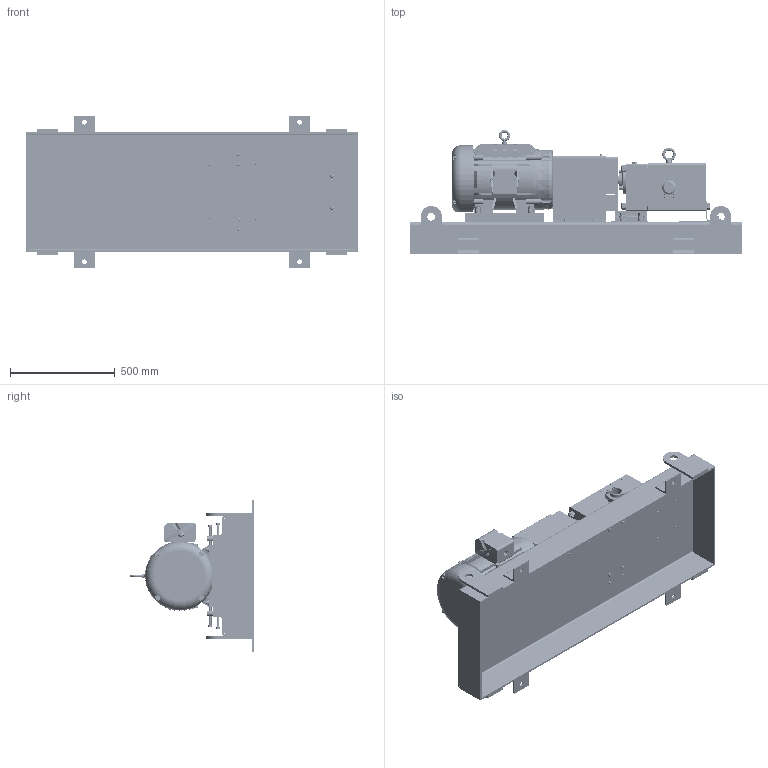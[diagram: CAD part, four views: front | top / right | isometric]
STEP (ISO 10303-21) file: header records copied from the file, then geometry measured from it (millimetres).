
FILE_DESCRIPTION (( 'STEP AP214' ), '1' );
FILE_NAME ('GPV-1430-035-U.STEP', '2019-09-26T21:26:15', ( '' ), ( '' ), 'SwSTEP 2.0', 'SolidWorks 2018', '' );
FILE_SCHEMA (( 'AUTOMOTIVE_DESIGN' ));
Length unit declared in the file: inch
Products named in the file (1): GPV-1430-035-U
Bounding box: 1587.5 x 593.09 x 730.25 mm (x, y, z)
Volume: 84854441 mm3; surface area: 7385521.6 mm2
Topology: 135 solids, 135 shells, 7016 faces, 17350 edges, 10903 vertices
Faces by surface type: plane 3172, cylinder 1782, cone 1148, bspline 756, torus 148, sphere 10
Entity records: 349668 total; most frequent: CARTESIAN_POINT 95820, ORIENTED_EDGE 34608, DIRECTION 31324, EDGE_CURVE 17304, AXIS2_PLACEMENT_3D 11214, VERTEX_POINT 10903, LINE 8896, VECTOR 8896
